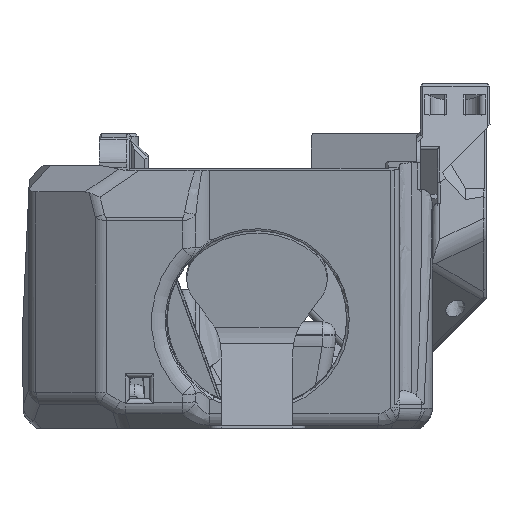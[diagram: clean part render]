
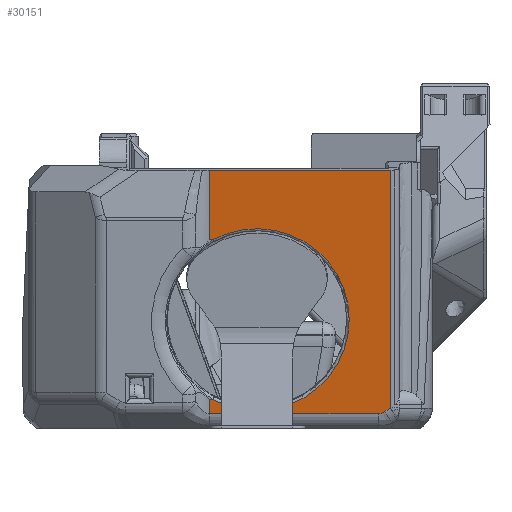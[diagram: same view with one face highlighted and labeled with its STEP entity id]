
A CAD part, left-side view. The second image highlights one B-rep face of the part: STEP entity #30151.
In plain terms, the highlighted planar face has unit normal (-0.985, 0, -0.174).
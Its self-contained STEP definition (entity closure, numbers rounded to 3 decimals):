
#1138=B_SPLINE_CURVE_WITH_KNOTS('',3,(#47974,#47975,#47976,#47977),
 .UNSPECIFIED.,.F.,.F.,(4,4),(0.,0.382),.UNSPECIFIED.);
#1158=B_SPLINE_CURVE_WITH_KNOTS('',3,(#48349,#48350,#48351,#48352),
 .UNSPECIFIED.,.F.,.F.,(4,4),(0.618,1.),.UNSPECIFIED.);
#2006=CIRCLE('',#32376,14.4);
#2677=ELLIPSE('',#32377,3.203,2.);
#5784=ORIENTED_EDGE('',*,*,#13836,.F.);
#5785=ORIENTED_EDGE('',*,*,#13989,.T.);
#5786=ORIENTED_EDGE('',*,*,#13990,.T.);
#5787=ORIENTED_EDGE('',*,*,#13991,.F.);
#5788=ORIENTED_EDGE('',*,*,#13992,.T.);
#5789=ORIENTED_EDGE('',*,*,#13993,.T.);
#5790=ORIENTED_EDGE('',*,*,#13994,.F.);
#5791=ORIENTED_EDGE('',*,*,#13995,.T.);
#5792=ORIENTED_EDGE('',*,*,#13438,.F.);
#5793=ORIENTED_EDGE('',*,*,#13463,.F.);
#13438=EDGE_CURVE('',#17724,#17725,#20496,.T.);
#13463=EDGE_CURVE('',#17742,#17724,#20514,.T.);
#13836=EDGE_CURVE('',#18006,#17742,#1138,.F.);
#13989=EDGE_CURVE('',#18006,#18122,#2006,.T.);
#13990=EDGE_CURVE('',#18122,#18123,#1158,.T.);
#13991=EDGE_CURVE('',#18124,#18123,#20836,.T.);
#13992=EDGE_CURVE('',#18124,#18125,#20837,.T.);
#13993=EDGE_CURVE('',#18125,#18126,#2677,.T.);
#13994=EDGE_CURVE('',#18127,#18126,#20838,.T.);
#13995=EDGE_CURVE('',#18127,#17725,#20839,.T.);
#17724=VERTEX_POINT('',#46283);
#17725=VERTEX_POINT('',#46285);
#17742=VERTEX_POINT('',#46344);
#18006=VERTEX_POINT('',#47973);
#18122=VERTEX_POINT('',#48348);
#18123=VERTEX_POINT('',#48353);
#18124=VERTEX_POINT('',#48355);
#18125=VERTEX_POINT('',#48357);
#18126=VERTEX_POINT('',#48359);
#18127=VERTEX_POINT('',#48361);
#20496=LINE('',#46284,#23065);
#20514=LINE('',#46345,#23083);
#20836=LINE('',#48354,#23405);
#20837=LINE('',#48356,#23406);
#20838=LINE('',#48360,#23407);
#20839=LINE('',#48362,#23408);
#23065=VECTOR('',#36128,1000.);
#23083=VECTOR('',#36166,1000.);
#23405=VECTOR('',#36974,1000.);
#23406=VECTOR('',#36975,1000.);
#23407=VECTOR('',#36978,1000.);
#23408=VECTOR('',#36979,1000.);
#25548=EDGE_LOOP('',(#5784,#5785,#5786,#5787,#5788,#5789,#5790,#5791,#5792,
#5793));
#27429=FACE_BOUND('',#25548,.T.);
#29010=PLANE('',#32375);
#30151=ADVANCED_FACE('',(#27429),#29010,.F.);
#32375=AXIS2_PLACEMENT_3D('',#48346,#36970,#36971);
#32376=AXIS2_PLACEMENT_3D('',#48347,#36972,#36973);
#32377=AXIS2_PLACEMENT_3D('',#48358,#36976,#36977);
#36128=DIRECTION('',(0.,-1.,0.));
#36166=DIRECTION('',(-0.174,0.,0.985));
#36970=DIRECTION('',(0.985,0.,0.174));
#36971=DIRECTION('',(-0.174,0.,0.985));
#36972=DIRECTION('',(0.985,0.,0.174));
#36973=DIRECTION('',(0.174,0.,-0.985));
#36974=DIRECTION('',(-0.174,0.,0.985));
#36975=DIRECTION('',(0.,-1.,0.));
#36976=DIRECTION('',(-0.985,0.,-0.174));
#36977=DIRECTION('',(-0.165,-0.304,0.938));
#36978=DIRECTION('',(0.097,0.829,-0.551));
#36979=DIRECTION('',(-0.174,0.,0.985));
#46283=CARTESIAN_POINT('',(-34.572,12.27,40.304));
#46284=CARTESIAN_POINT('',(-34.572,24.853,40.304));
#46285=CARTESIAN_POINT('',(-34.572,-16.002,40.304));
#46344=CARTESIAN_POINT('',(-32.66,12.27,29.463));
#46345=CARTESIAN_POINT('',(-31.185,12.27,21.099));
#47973=CARTESIAN_POINT('',(-32.651,11.767,29.413));
#47974=CARTESIAN_POINT('',(-32.66,12.27,29.463));
#47975=CARTESIAN_POINT('',(-32.657,12.102,29.442));
#47976=CARTESIAN_POINT('',(-32.654,11.935,29.425));
#47977=CARTESIAN_POINT('',(-32.651,11.767,29.413));
#48346=CARTESIAN_POINT('',(-31.185,24.853,21.099));
#48347=CARTESIAN_POINT('',(-30.458,4.853,16.973));
#48348=CARTESIAN_POINT('',(-28.264,11.767,4.533));
#48349=CARTESIAN_POINT('',(-28.264,11.767,4.533));
#48350=CARTESIAN_POINT('',(-28.262,11.935,4.52));
#48351=CARTESIAN_POINT('',(-28.259,12.102,4.503));
#48352=CARTESIAN_POINT('',(-28.255,12.27,4.482));
#48353=CARTESIAN_POINT('',(-28.255,12.27,4.482));
#48354=CARTESIAN_POINT('',(-31.185,12.27,21.099));
#48355=CARTESIAN_POINT('',(-27.864,12.27,2.262));
#48356=CARTESIAN_POINT('',(-27.864,-14.655,2.262));
#48357=CARTESIAN_POINT('',(-27.864,-14.07,2.262));
#48358=CARTESIAN_POINT('',(-28.404,-14.652,5.326));
#48359=CARTESIAN_POINT('',(-27.923,-15.07,2.597));
#48360=CARTESIAN_POINT('',(-27.821,-14.199,2.018));
#48361=CARTESIAN_POINT('',(-28.032,-16.002,3.216));
#48362=CARTESIAN_POINT('',(-7.663,-16.002,-112.301));
